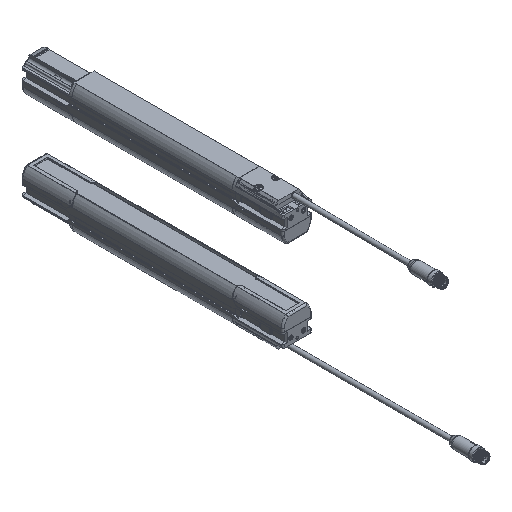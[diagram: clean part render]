
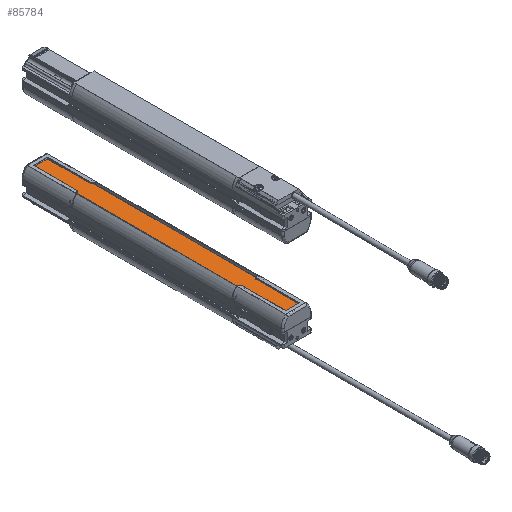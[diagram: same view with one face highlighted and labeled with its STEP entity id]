
A CAD part, isometric view. The second image highlights one B-rep face of the part: STEP entity #85784.
In plain terms, the highlighted planar face has unit normal (0, 0, 1).
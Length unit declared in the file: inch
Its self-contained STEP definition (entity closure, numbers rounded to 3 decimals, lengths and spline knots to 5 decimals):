
#746 = DIRECTION ( 'NONE',  ( 0., 1., 0. ) ) ;
#4082 = DIRECTION ( 'NONE',  ( -1., 0., 0. ) ) ;
#5331 = VECTOR ( 'NONE', #746, 39.37008 ) ;
#8729 = VECTOR ( 'NONE', #71350, 39.37008 ) ;
#11672 = PLANE ( 'NONE',  #29798 ) ;
#15037 = ORIENTED_EDGE ( 'NONE', *, *, #33251, .F. ) ;
#19927 = CARTESIAN_POINT ( 'NONE',  ( -0.41339, 6.0034, -1.5 ) ) ;
#20653 = CARTESIAN_POINT ( 'NONE',  ( -0.41339, -5.99464, -1.5 ) ) ;
#22714 = VERTEX_POINT ( 'NONE', #20653 ) ;
#24482 = CARTESIAN_POINT ( 'NONE',  ( -0.41339, 6.0034, -1.5 ) ) ;
#25420 = ORIENTED_EDGE ( 'NONE', *, *, #99848, .T. ) ;
#29798 = AXIS2_PLACEMENT_3D ( 'NONE', #80209, #80711, #4082 ) ;
#32402 = ORIENTED_EDGE ( 'NONE', *, *, #51208, .T. ) ;
#33251 = EDGE_CURVE ( 'NONE', #34766, #82323, #63028, .T. ) ;
#33806 = CARTESIAN_POINT ( 'NONE',  ( -0.41339, 112.10576, -1.5 ) ) ;
#34766 = VERTEX_POINT ( 'NONE', #19927 ) ;
#35587 = EDGE_LOOP ( 'NONE', ( #79029, #25420, #32402, #15037 ) ) ;
#39260 = CARTESIAN_POINT ( 'NONE',  ( 0.41339, 112.10576, -1.5 ) ) ;
#41653 = LINE ( 'NONE', #80750, #69944 ) ;
#45938 = CARTESIAN_POINT ( 'NONE',  ( 0.41339, 6.0034, -1.5 ) ) ;
#49224 = FACE_OUTER_BOUND ( 'NONE', #35587, .T. ) ;
#50493 = VECTOR ( 'NONE', #86409, 39.37008 ) ;
#51208 = EDGE_CURVE ( 'NONE', #66171, #82323, #77858, .T. ) ;
#52723 = EDGE_CURVE ( 'NONE', #34766, #22714, #73358, .T. ) ;
#63028 = LINE ( 'NONE', #24482, #50493 ) ;
#66171 = VERTEX_POINT ( 'NONE', #89106 ) ;
#69944 = VECTOR ( 'NONE', #98010, 39.37008 ) ;
#71350 = DIRECTION ( 'NONE',  ( 0., -1., 0. ) ) ;
#73358 = LINE ( 'NONE', #33806, #8729 ) ;
#77858 = LINE ( 'NONE', #39260, #5331 ) ;
#79029 = ORIENTED_EDGE ( 'NONE', *, *, #52723, .T. ) ;
#80209 = CARTESIAN_POINT ( 'NONE',  ( -0.41339, 112.10576, -1.5 ) ) ;
#80711 = DIRECTION ( 'NONE',  ( 0., 0., -1. ) ) ;
#80750 = CARTESIAN_POINT ( 'NONE',  ( -0.21546, -5.99464, -1.5 ) ) ;
#82323 = VERTEX_POINT ( 'NONE', #45938 ) ;
#85784 = ADVANCED_FACE ( 'NONE', ( #49224 ), #11672, .F. ) ;
#86409 = DIRECTION ( 'NONE',  ( 1., 0., 0. ) ) ;
#89106 = CARTESIAN_POINT ( 'NONE',  ( 0.41339, -5.99464, -1.5 ) ) ;
#98010 = DIRECTION ( 'NONE',  ( 1., 0., 0. ) ) ;
#99848 = EDGE_CURVE ( 'NONE', #22714, #66171, #41653, .T. ) ;
